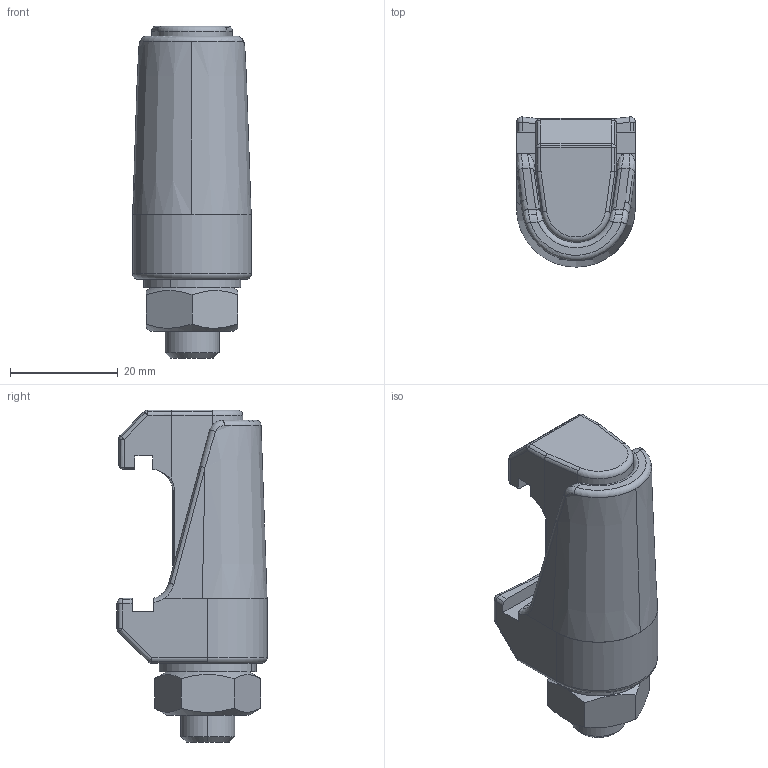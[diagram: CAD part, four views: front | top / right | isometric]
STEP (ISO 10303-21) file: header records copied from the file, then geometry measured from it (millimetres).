
FILE_DESCRIPTION(('FreeCAD Model'),'2;1');
FILE_NAME('ISO63_250DCSS.step','2025-06-12T14:07:35',( 'Author'),(''),'Open CASCADE STEP processor 7.3','FreeCAD','Unknown' );
FILE_SCHEMA(('AUTOMOTIVE_DESIGN { 1 0 10303 214 1 1 1 1 }'));
Length unit declared in the file: millimetre
Products named in the file (1): ISO63/250DCSS
Bounding box: 22.01 x 27.81 x 61.5 mm (x, y, z)
Volume: 19254 mm3; surface area: 7587.7 mm2
Topology: 1 solids, 1 shells, 169 faces, 421 edges, 247 vertices
Faces by surface type: cylinder 75, plane 41, bspline 20, sphere 14, torus 10, cone 9
Entity records: 22731 total; most frequent: CARTESIAN_POINT 14955, DIRECTION 1343, ORIENTED_EDGE 818, PCURVE 818, DEFINITIONAL_REPRESENTATION 818, LINE 667, VECTOR 667, EDGE_CURVE 409
